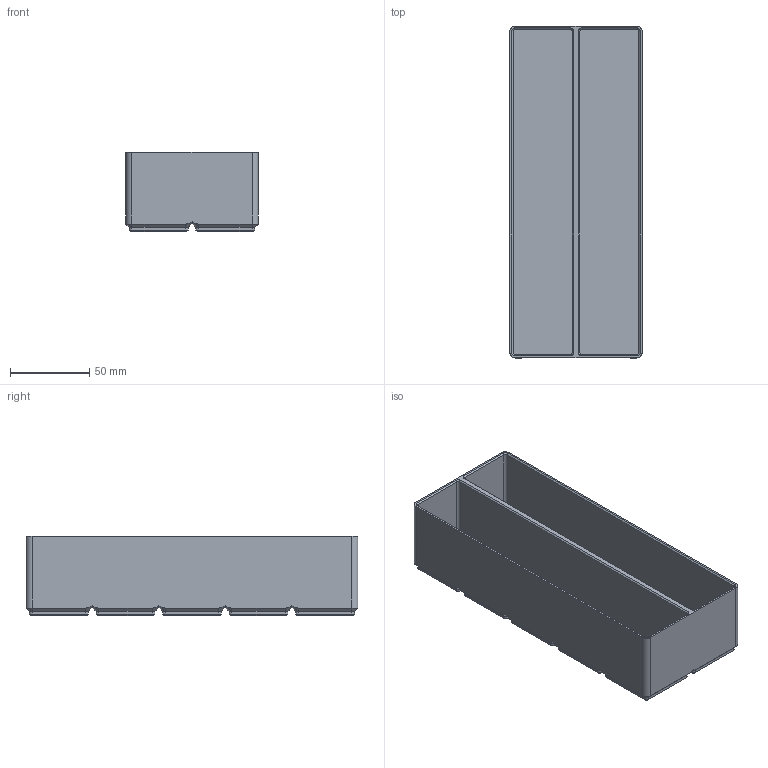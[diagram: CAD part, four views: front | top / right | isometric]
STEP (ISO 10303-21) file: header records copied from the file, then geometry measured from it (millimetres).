
FILE_DESCRIPTION(('Creo Elements/Direct Modeling STEP Export'),'2;1');
FILE_NAME('Gridfinity-2x5x50-15.stp','2022-11-06T18:41:35',(''),(''),'Creo Elements/Direct Modeling STEP processor for AP214 (Solid Model)','Creo Elements/Direct Modeling 20.3A 20-Jun-2020 (C) Parametric Technology GmbH','');
FILE_SCHEMA(('AUTOMOTIVE_DESIGN { 1 0 10303 214 1 1 1 1 }'));
Length unit declared in the file: millimetre
Products named in the file (2): 2x5x50-15
Assembly tree (1 placements, depth 2):
  2x5x50-15
    2x5x50-15
Bounding box: 83.5 x 209.5 x 50 mm (x, y, z)
Volume: 192776.7 mm3; surface area: 109809.4 mm2
Topology: 1 solids, 1 shells, 533 faces, 1133 edges, 684 vertices
Faces by surface type: plane 233, cylinder 212, cone 88
Entity records: 16109 total; most frequent: CARTESIAN_POINT 4955, DIRECTION 2279, ORIENTED_EDGE 2266, EDGE_CURVE 1133, AXIS2_PLACEMENT_3D 832, VERTEX_POINT 684, VECTOR 615, LINE 615
